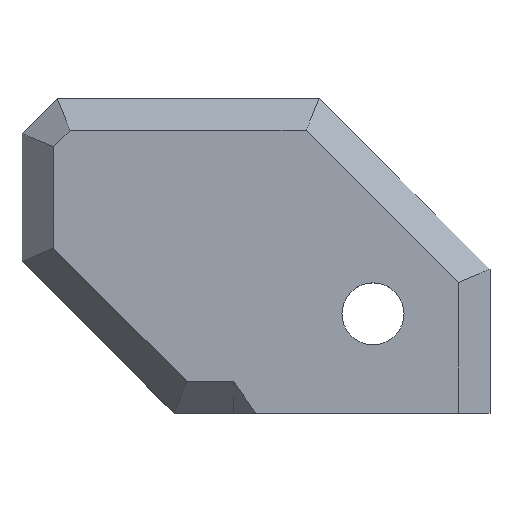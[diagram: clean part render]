
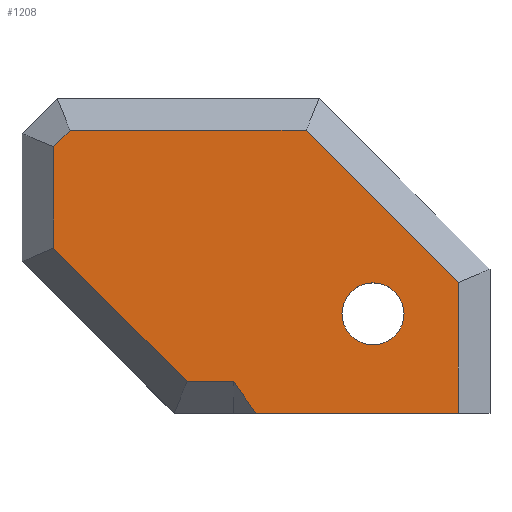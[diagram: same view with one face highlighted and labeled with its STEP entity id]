
A CAD part, top view. The second image highlights one B-rep face of the part: STEP entity #1208.
In plain terms, the highlighted planar face has unit normal (0, 0, 1).
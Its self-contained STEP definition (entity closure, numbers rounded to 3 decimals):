
#18=FACE_BOUND('',#193,.T.);
#45=PLANE('',#1311);
#117=FACE_OUTER_BOUND('',#192,.T.);
#192=EDGE_LOOP('',(#934,#935,#936,#937,#938,#939,#940,#941,#942,#943));
#193=EDGE_LOOP('',(#944));
#268=LINE('',#1763,#421);
#271=LINE('',#1768,#424);
#272=LINE('',#1771,#425);
#284=LINE('',#1794,#437);
#286=LINE('',#1798,#439);
#289=LINE('',#1804,#442);
#294=LINE('',#1813,#447);
#297=LINE('',#1819,#450);
#298=LINE('',#1822,#451);
#302=LINE('',#1828,#455);
#421=VECTOR('',#1429,10.);
#424=VECTOR('',#1434,10.);
#425=VECTOR('',#1437,10.);
#437=VECTOR('',#1451,10.);
#439=VECTOR('',#1455,10.);
#442=VECTOR('',#1460,10.);
#447=VECTOR('',#1467,10.);
#450=VECTOR('',#1472,10.);
#451=VECTOR('',#1475,10.);
#455=VECTOR('',#1481,10.);
#563=CIRCLE('',#1312,2.65);
#587=VERTEX_POINT('',#1760);
#588=VERTEX_POINT('',#1762);
#589=VERTEX_POINT('',#1766);
#590=VERTEX_POINT('',#1770);
#600=VERTEX_POINT('',#1792);
#601=VERTEX_POINT('',#1797);
#603=VERTEX_POINT('',#1803);
#606=VERTEX_POINT('',#1811);
#608=VERTEX_POINT('',#1817);
#609=VERTEX_POINT('',#1821);
#612=VERTEX_POINT('',#1834);
#701=EDGE_CURVE('',#587,#588,#268,.T.);
#704=EDGE_CURVE('',#587,#589,#271,.T.);
#705=EDGE_CURVE('',#590,#588,#272,.T.);
#717=EDGE_CURVE('',#589,#600,#284,.T.);
#719=EDGE_CURVE('',#590,#601,#286,.T.);
#722=EDGE_CURVE('',#603,#600,#289,.T.);
#727=EDGE_CURVE('',#606,#603,#294,.T.);
#730=EDGE_CURVE('',#608,#606,#297,.T.);
#731=EDGE_CURVE('',#601,#609,#298,.T.);
#735=EDGE_CURVE('',#609,#608,#302,.T.);
#738=EDGE_CURVE('',#612,#612,#563,.T.);
#934=ORIENTED_EDGE('',*,*,#704,.T.);
#935=ORIENTED_EDGE('',*,*,#717,.T.);
#936=ORIENTED_EDGE('',*,*,#722,.F.);
#937=ORIENTED_EDGE('',*,*,#727,.F.);
#938=ORIENTED_EDGE('',*,*,#730,.F.);
#939=ORIENTED_EDGE('',*,*,#735,.F.);
#940=ORIENTED_EDGE('',*,*,#731,.F.);
#941=ORIENTED_EDGE('',*,*,#719,.F.);
#942=ORIENTED_EDGE('',*,*,#705,.T.);
#943=ORIENTED_EDGE('',*,*,#701,.F.);
#944=ORIENTED_EDGE('',*,*,#738,.T.);
#1208=ADVANCED_FACE('',(#117,#18),#45,.T.);
#1311=AXIS2_PLACEMENT_3D('',#1833,#1486,#1487);
#1312=AXIS2_PLACEMENT_3D('',#1835,#1488,#1489);
#1429=DIRECTION('',(-0.577,0.816,0.));
#1434=DIRECTION('',(0.,-1.,0.));
#1437=DIRECTION('',(1.,0.,0.));
#1451=DIRECTION('',(1.,0.,0.));
#1455=DIRECTION('',(-0.707,0.707,0.));
#1460=DIRECTION('',(0.,-1.,0.));
#1467=DIRECTION('',(0.707,-0.707,0.));
#1472=DIRECTION('',(1.,0.,0.));
#1475=DIRECTION('',(0.,1.,0.));
#1481=DIRECTION('',(0.707,0.707,0.));
#1486=DIRECTION('center_axis',(0.,0.,1.));
#1487=DIRECTION('ref_axis',(1.,0.,0.));
#1488=DIRECTION('center_axis',(0.,0.,-1.));
#1489=DIRECTION('ref_axis',(1.,0.,0.));
#1760=CARTESIAN_POINT('',(14.,-20.,0.));
#1762=CARTESIAN_POINT('',(12.091,-17.3,0.));
#1763=CARTESIAN_POINT('',(10.353,-14.842,0.));
#1766=CARTESIAN_POINT('',(14.,-20.,0.));
#1768=CARTESIAN_POINT('',(14.,-12.6,0.));
#1770=CARTESIAN_POINT('',(8.118,-17.3,0.));
#1771=CARTESIAN_POINT('',(14.,-17.3,0.));
#1792=CARTESIAN_POINT('',(31.3,-20.,0.));
#1794=CARTESIAN_POINT('',(7.,-20.,0.));
#1797=CARTESIAN_POINT('',(-3.3,-5.882,0.));
#1798=CARTESIAN_POINT('',(7.297,-16.478,0.));
#1803=CARTESIAN_POINT('',(31.3,-8.818,0.));
#1804=CARTESIAN_POINT('',(31.3,-7.125,0.));
#1811=CARTESIAN_POINT('',(18.282,4.2,0.));
#1813=CARTESIAN_POINT('',(19.503,2.978,0.));
#1817=CARTESIAN_POINT('',(-1.882,4.2,0.));
#1819=CARTESIAN_POINT('',(4.,4.2,0.));
#1821=CARTESIAN_POINT('',(-3.3,2.782,0.));
#1822=CARTESIAN_POINT('',(-3.3,-6.775,0.));
#1828=CARTESIAN_POINT('',(-0.953,5.128,0.));
#1833=CARTESIAN_POINT('Origin',(14.,-6.55,0.));
#1834=CARTESIAN_POINT('',(21.35,-11.5,0.));
#1835=CARTESIAN_POINT('Origin',(24.,-11.5,0.));
